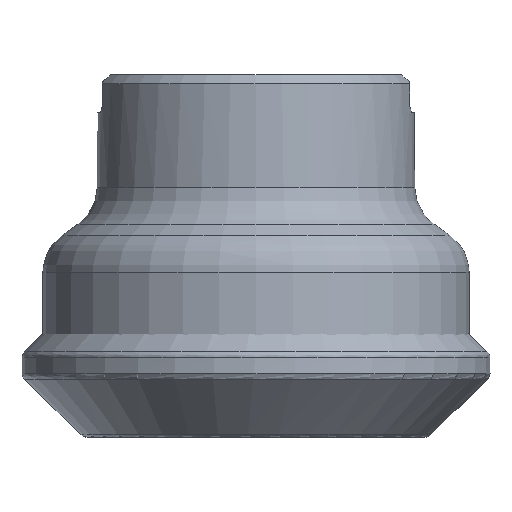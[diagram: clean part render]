
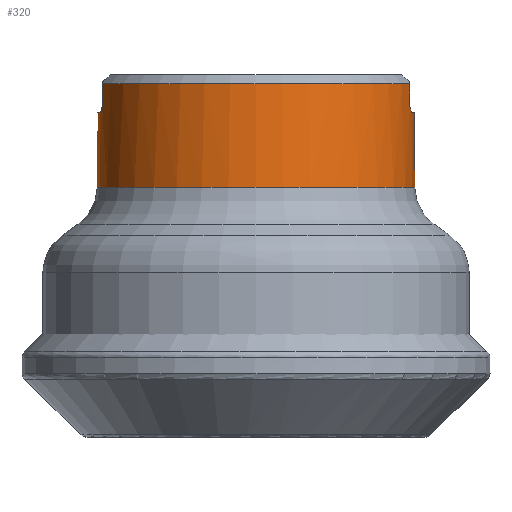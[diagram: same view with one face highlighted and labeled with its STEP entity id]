
A CAD part, left-side view. The second image highlights one B-rep face of the part: STEP entity #320.
In plain terms, the highlighted cylindrical face has radius 17.5 mm (diameter 35 mm), a full revolution.
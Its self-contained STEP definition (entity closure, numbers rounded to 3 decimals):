
#108=CYLINDRICAL_SURFACE('',#1658,17.5);
#152=B_SPLINE_CURVE_WITH_KNOTS('',3,(#2357,#2358,#2359,#2360,#2361,#2362,
#2363,#2364,#2365,#2366,#2367,#2368,#2369,#2370,#2371,#2372,#2373,#2374,
#2375),.UNSPECIFIED.,.F.,.F.,(4,3,3,3,3,3,4),(0.,0.066,0.362,
0.762,0.864,0.947,1.),.UNSPECIFIED.);
#153=B_SPLINE_CURVE_WITH_KNOTS('',3,(#2379,#2380,#2381,#2382,#2383,#2384,
#2385,#2386,#2387,#2388,#2389,#2390,#2391,#2392,#2393,#2394),
 .UNSPECIFIED.,.F.,.F.,(4,3,3,3,3,4),(0.,0.048,0.123,
0.383,0.773,1.),.UNSPECIFIED.);
#154=B_SPLINE_CURVE_WITH_KNOTS('',3,(#2402,#2403,#2404,#2405,#2406,#2407,
#2408,#2409,#2410,#2411,#2412,#2413,#2414,#2415,#2416,#2417,#2418,#2419,
#2420),.UNSPECIFIED.,.F.,.F.,(4,3,3,3,3,3,4),(0.,0.066,0.362,
0.762,0.864,0.947,1.),.UNSPECIFIED.);
#155=B_SPLINE_CURVE_WITH_KNOTS('',3,(#2424,#2425,#2426,#2427,#2428,#2429,
#2430,#2431,#2432,#2433,#2434,#2435,#2436,#2437,#2438,#2439),
 .UNSPECIFIED.,.F.,.F.,(4,3,3,3,3,4),(0.,0.048,0.123,
0.383,0.773,1.),.UNSPECIFIED.);
#320=ADVANCED_FACE('',(#551,#552),#108,.T.);
#427=LINE('',#2353,#477);
#428=LINE('',#2355,#478);
#429=LINE('',#2396,#479);
#430=LINE('',#2400,#480);
#477=VECTOR('',#1903,1.);
#478=VECTOR('',#1904,1.);
#479=VECTOR('',#1907,1.);
#480=VECTOR('',#1910,1.);
#551=FACE_BOUND('',#639,.T.);
#552=FACE_BOUND('',#640,.T.);
#639=EDGE_LOOP('',(#781,#782,#783,#784,#785,#786,#787,#788,#789,#790,#791,
#792));
#640=EDGE_LOOP('',(#793));
#781=ORIENTED_EDGE('',*,*,#1210,.T.);
#782=ORIENTED_EDGE('',*,*,#1209,.T.);
#783=ORIENTED_EDGE('',*,*,#1211,.F.);
#784=ORIENTED_EDGE('',*,*,#1212,.F.);
#785=ORIENTED_EDGE('',*,*,#1213,.F.);
#786=ORIENTED_EDGE('',*,*,#1214,.F.);
#787=ORIENTED_EDGE('',*,*,#1215,.T.);
#788=ORIENTED_EDGE('',*,*,#1216,.T.);
#789=ORIENTED_EDGE('',*,*,#1217,.F.);
#790=ORIENTED_EDGE('',*,*,#1218,.F.);
#791=ORIENTED_EDGE('',*,*,#1219,.F.);
#792=ORIENTED_EDGE('',*,*,#1220,.F.);
#793=ORIENTED_EDGE('',*,*,#1221,.T.);
#1088=VERTEX_POINT('',#2330);
#1090=VERTEX_POINT('',#2350);
#1091=VERTEX_POINT('',#2354);
#1092=VERTEX_POINT('',#2356);
#1093=VERTEX_POINT('',#2376);
#1094=VERTEX_POINT('',#2378);
#1095=VERTEX_POINT('',#2395);
#1096=VERTEX_POINT('',#2397);
#1097=VERTEX_POINT('',#2399);
#1098=VERTEX_POINT('',#2401);
#1099=VERTEX_POINT('',#2421);
#1100=VERTEX_POINT('',#2423);
#1101=VERTEX_POINT('',#2441);
#1209=EDGE_CURVE('',#1088,#1090,#1367,.T.);
#1210=EDGE_CURVE('',#1091,#1088,#427,.T.);
#1211=EDGE_CURVE('',#1092,#1090,#428,.T.);
#1212=EDGE_CURVE('',#1093,#1092,#152,.T.);
#1213=EDGE_CURVE('',#1094,#1093,#1368,.T.);
#1214=EDGE_CURVE('',#1095,#1094,#153,.T.);
#1215=EDGE_CURVE('',#1095,#1096,#429,.T.);
#1216=EDGE_CURVE('',#1096,#1097,#1369,.T.);
#1217=EDGE_CURVE('',#1098,#1097,#430,.T.);
#1218=EDGE_CURVE('',#1099,#1098,#154,.T.);
#1219=EDGE_CURVE('',#1100,#1099,#1370,.T.);
#1220=EDGE_CURVE('',#1091,#1100,#155,.T.);
#1221=EDGE_CURVE('',#1101,#1101,#1371,.T.);
#1367=CIRCLE('',#1652,17.5);
#1368=CIRCLE('',#1654,17.5);
#1369=CIRCLE('',#1655,17.5);
#1370=CIRCLE('',#1656,17.5);
#1371=CIRCLE('',#1657,17.5);
#1652=AXIS2_PLACEMENT_3D('',#2351,#1899,#1900);
#1654=AXIS2_PLACEMENT_3D('',#2377,#1905,#1906);
#1655=AXIS2_PLACEMENT_3D('',#2398,#1908,#1909);
#1656=AXIS2_PLACEMENT_3D('',#2422,#1911,#1912);
#1657=AXIS2_PLACEMENT_3D('',#2440,#1913,#1914);
#1658=AXIS2_PLACEMENT_3D('',#2442,#1915,#1916);
#1899=DIRECTION('',(0.,0.,-1.));
#1900=DIRECTION('',(1.,0.,0.));
#1903=DIRECTION('',(0.,0.,1.));
#1904=DIRECTION('',(0.,0.,1.));
#1905=DIRECTION('',(0.,0.,1.));
#1906=DIRECTION('',(-1.,0.,0.));
#1907=DIRECTION('',(0.,0.,1.));
#1908=DIRECTION('',(0.,0.,-1.));
#1909=DIRECTION('',(1.,0.,0.));
#1910=DIRECTION('',(0.,0.,1.));
#1911=DIRECTION('',(0.,0.,1.));
#1912=DIRECTION('',(-1.,0.,0.));
#1913=DIRECTION('',(0.,0.,1.));
#1914=DIRECTION('',(1.,0.,0.));
#1915=DIRECTION('',(0.,0.,1.));
#1916=DIRECTION('',(1.,0.,0.));
#2330=CARTESIAN_POINT('',(4.297,16.964,-1.));
#2350=CARTESIAN_POINT('',(4.297,-16.964,-1.));
#2351=CARTESIAN_POINT('',(0.,0.,-1.));
#2353=CARTESIAN_POINT('',(4.297,16.964,-4.26));
#2354=CARTESIAN_POINT('',(4.297,16.964,-3.4));
#2355=CARTESIAN_POINT('',(4.297,-16.964,-4.26));
#2356=CARTESIAN_POINT('',(4.297,-16.964,-3.4));
#2357=CARTESIAN_POINT('',(3.024,-17.237,-4.2));
#2358=CARTESIAN_POINT('',(3.06,-17.23,-4.2));
#2359=CARTESIAN_POINT('',(3.095,-17.224,-4.198));
#2360=CARTESIAN_POINT('',(3.13,-17.218,-4.195));
#2361=CARTESIAN_POINT('',(3.285,-17.19,-4.181));
#2362=CARTESIAN_POINT('',(3.439,-17.159,-4.137));
#2363=CARTESIAN_POINT('',(3.581,-17.13,-4.074));
#2364=CARTESIAN_POINT('',(3.773,-17.09,-3.987));
#2365=CARTESIAN_POINT('',(3.951,-17.049,-3.865));
#2366=CARTESIAN_POINT('',(4.103,-17.012,-3.718));
#2367=CARTESIAN_POINT('',(4.142,-17.003,-3.68));
#2368=CARTESIAN_POINT('',(4.179,-16.994,-3.641));
#2369=CARTESIAN_POINT('',(4.213,-16.985,-3.597));
#2370=CARTESIAN_POINT('',(4.24,-16.979,-3.563));
#2371=CARTESIAN_POINT('',(4.265,-16.972,-3.525));
#2372=CARTESIAN_POINT('',(4.281,-16.968,-3.484));
#2373=CARTESIAN_POINT('',(4.291,-16.966,-3.457));
#2374=CARTESIAN_POINT('',(4.297,-16.964,-3.428));
#2375=CARTESIAN_POINT('',(4.297,-16.964,-3.4));
#2376=CARTESIAN_POINT('',(3.024,-17.237,-4.2));
#2377=CARTESIAN_POINT('',(0.,0.,-4.2));
#2378=CARTESIAN_POINT('',(-3.024,-17.237,-4.2));
#2379=CARTESIAN_POINT('',(-4.297,-16.964,-3.4));
#2380=CARTESIAN_POINT('',(-4.297,-16.964,-3.426));
#2381=CARTESIAN_POINT('',(-4.292,-16.965,-3.452));
#2382=CARTESIAN_POINT('',(-4.283,-16.968,-3.477));
#2383=CARTESIAN_POINT('',(-4.27,-16.971,-3.515));
#2384=CARTESIAN_POINT('',(-4.248,-16.977,-3.55));
#2385=CARTESIAN_POINT('',(-4.224,-16.983,-3.582));
#2386=CARTESIAN_POINT('',(-4.143,-17.003,-3.694));
#2387=CARTESIAN_POINT('',(-4.036,-17.029,-3.786));
#2388=CARTESIAN_POINT('',(-3.926,-17.054,-3.868));
#2389=CARTESIAN_POINT('',(-3.762,-17.092,-3.991));
#2390=CARTESIAN_POINT('',(-3.577,-17.132,-4.091));
#2391=CARTESIAN_POINT('',(-3.381,-17.17,-4.148));
#2392=CARTESIAN_POINT('',(-3.265,-17.193,-4.181));
#2393=CARTESIAN_POINT('',(-3.145,-17.216,-4.2));
#2394=CARTESIAN_POINT('',(-3.024,-17.237,-4.2));
#2395=CARTESIAN_POINT('',(-4.297,-16.964,-3.4));
#2396=CARTESIAN_POINT('',(-4.297,-16.964,-4.26));
#2397=CARTESIAN_POINT('',(-4.297,-16.964,-1.));
#2398=CARTESIAN_POINT('',(0.,0.,-1.));
#2399=CARTESIAN_POINT('',(-4.298,16.964,-1.));
#2400=CARTESIAN_POINT('',(-4.298,16.964,-4.26));
#2401=CARTESIAN_POINT('',(-4.298,16.964,-3.4));
#2402=CARTESIAN_POINT('',(-3.024,17.237,-4.2));
#2403=CARTESIAN_POINT('',(-3.06,17.23,-4.2));
#2404=CARTESIAN_POINT('',(-3.095,17.224,-4.198));
#2405=CARTESIAN_POINT('',(-3.13,17.218,-4.195));
#2406=CARTESIAN_POINT('',(-3.285,17.19,-4.181));
#2407=CARTESIAN_POINT('',(-3.439,17.159,-4.137));
#2408=CARTESIAN_POINT('',(-3.581,17.13,-4.074));
#2409=CARTESIAN_POINT('',(-3.773,17.09,-3.987));
#2410=CARTESIAN_POINT('',(-3.951,17.049,-3.865));
#2411=CARTESIAN_POINT('',(-4.103,17.012,-3.718));
#2412=CARTESIAN_POINT('',(-4.142,17.003,-3.68));
#2413=CARTESIAN_POINT('',(-4.179,16.994,-3.641));
#2414=CARTESIAN_POINT('',(-4.213,16.985,-3.597));
#2415=CARTESIAN_POINT('',(-4.24,16.979,-3.563));
#2416=CARTESIAN_POINT('',(-4.265,16.972,-3.525));
#2417=CARTESIAN_POINT('',(-4.281,16.968,-3.484));
#2418=CARTESIAN_POINT('',(-4.291,16.966,-3.457));
#2419=CARTESIAN_POINT('',(-4.298,16.964,-3.428));
#2420=CARTESIAN_POINT('',(-4.298,16.964,-3.4));
#2421=CARTESIAN_POINT('',(-3.024,17.237,-4.2));
#2422=CARTESIAN_POINT('',(0.,0.,-4.2));
#2423=CARTESIAN_POINT('',(3.024,17.237,-4.2));
#2424=CARTESIAN_POINT('',(4.297,16.964,-3.4));
#2425=CARTESIAN_POINT('',(4.297,16.964,-3.426));
#2426=CARTESIAN_POINT('',(4.292,16.965,-3.452));
#2427=CARTESIAN_POINT('',(4.283,16.968,-3.477));
#2428=CARTESIAN_POINT('',(4.27,16.971,-3.515));
#2429=CARTESIAN_POINT('',(4.248,16.977,-3.55));
#2430=CARTESIAN_POINT('',(4.224,16.983,-3.582));
#2431=CARTESIAN_POINT('',(4.143,17.003,-3.694));
#2432=CARTESIAN_POINT('',(4.036,17.029,-3.786));
#2433=CARTESIAN_POINT('',(3.926,17.054,-3.868));
#2434=CARTESIAN_POINT('',(3.762,17.092,-3.991));
#2435=CARTESIAN_POINT('',(3.577,17.132,-4.091));
#2436=CARTESIAN_POINT('',(3.381,17.17,-4.148));
#2437=CARTESIAN_POINT('',(3.265,17.193,-4.181));
#2438=CARTESIAN_POINT('',(3.145,17.216,-4.2));
#2439=CARTESIAN_POINT('',(3.024,17.237,-4.2));
#2440=CARTESIAN_POINT('',(0.,0.,-12.397));
#2441=CARTESIAN_POINT('',(17.5,0.,-12.397));
#2442=CARTESIAN_POINT('',(0.,0.,0.));
